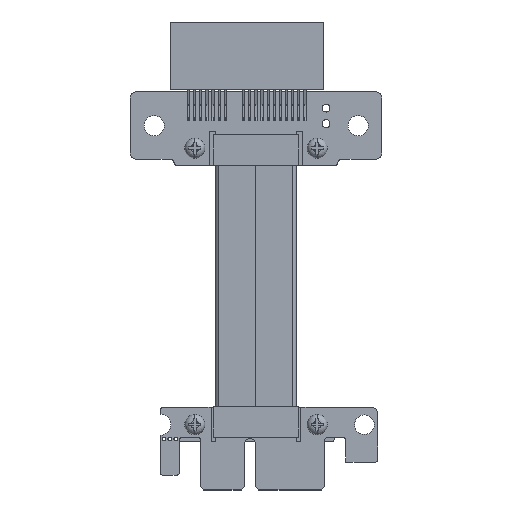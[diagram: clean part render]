
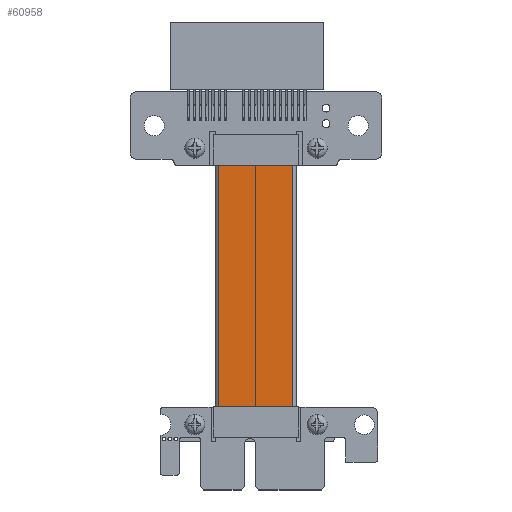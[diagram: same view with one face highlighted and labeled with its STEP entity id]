
A CAD part, top view. The second image highlights one B-rep face of the part: STEP entity #60958.
In plain terms, the highlighted face is planar.
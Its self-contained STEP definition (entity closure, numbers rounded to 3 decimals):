
#60921 = VERTEX_POINT('',#60922);
#60922 = CARTESIAN_POINT('',(12.065,-1.4,-43.));
#60940 = VERTEX_POINT('',#60941);
#60941 = CARTESIAN_POINT('',(12.065,-1.4,0.));
#60948 = EDGE_CURVE('',#60921,#60940,#60949,.T.);
#60949 = LINE('',#60950,#60951);
#60950 = CARTESIAN_POINT('',(12.065,-1.4,-43.));
#60951 = VECTOR('',#60952,1.);
#60952 = DIRECTION('',(0.,0.,1.));
#60958 = ADVANCED_FACE('',(#60959),#60984,.T.);
#60959 = FACE_BOUND('',#60960,.T.);
#60960 = EDGE_LOOP('',(#60961,#60969,#60977,#60983));
#60961 = ORIENTED_EDGE('',*,*,#60962,.F.);
#60962 = EDGE_CURVE('',#60963,#60940,#60965,.T.);
#60963 = VERTEX_POINT('',#60964);
#60964 = CARTESIAN_POINT('',(0.,-1.4,
    0.));
#60965 = LINE('',#60966,#60967);
#60966 = CARTESIAN_POINT('',(6.032,-1.4,0.));
#60967 = VECTOR('',#60968,1.);
#60968 = DIRECTION('',(1.,0.,0.));
#60969 = ORIENTED_EDGE('',*,*,#60970,.F.);
#60970 = EDGE_CURVE('',#60971,#60963,#60973,.T.);
#60971 = VERTEX_POINT('',#60972);
#60972 = CARTESIAN_POINT('',(0.,-1.4,-43.)
  );
#60973 = LINE('',#60974,#60975);
#60974 = CARTESIAN_POINT('',(0.,-1.4,-43.)
  );
#60975 = VECTOR('',#60976,1.);
#60976 = DIRECTION('',(0.,0.,1.));
#60977 = ORIENTED_EDGE('',*,*,#60978,.T.);
#60978 = EDGE_CURVE('',#60971,#60921,#60979,.T.);
#60979 = LINE('',#60980,#60981);
#60980 = CARTESIAN_POINT('',(12.065,-1.4,-43.));
#60981 = VECTOR('',#60982,1.);
#60982 = DIRECTION('',(1.,0.,0.));
#60983 = ORIENTED_EDGE('',*,*,#60948,.T.);
#60984 = PLANE('',#60985);
#60985 = AXIS2_PLACEMENT_3D('',#60986,#60987,#60988);
#60986 = CARTESIAN_POINT('',(6.032,-1.4,-43.));
#60987 = DIRECTION('',(0.,-1.,0.));
#60988 = DIRECTION('',(0.,0.,-1.));
